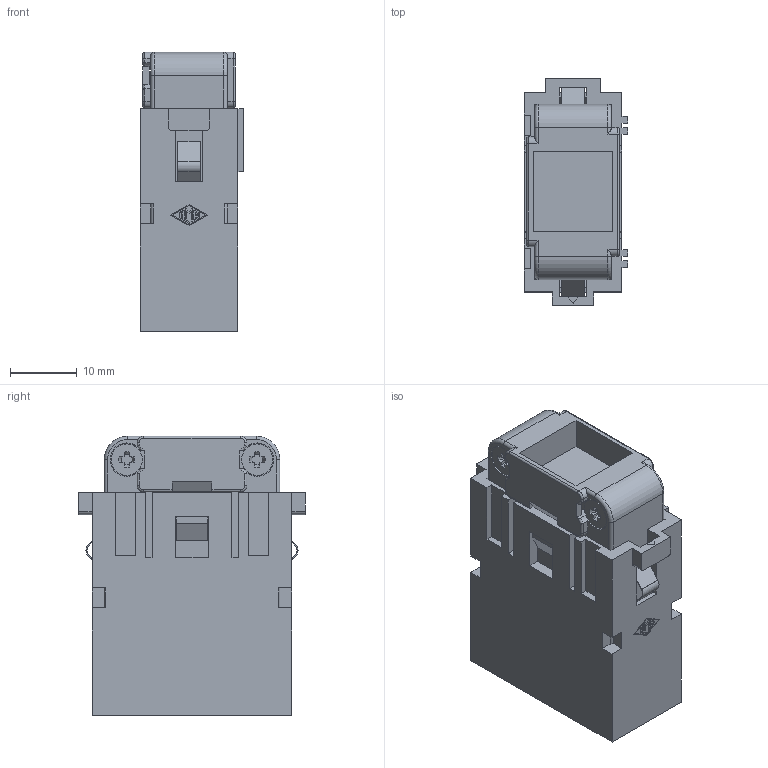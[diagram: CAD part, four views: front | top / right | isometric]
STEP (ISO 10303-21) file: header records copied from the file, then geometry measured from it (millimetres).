
FILE_DESCRIPTION(('Creo Elements/Direct Modeling STEP Export'),'2;1');
FILE_NAME('0ln7uvk59s8a3d63868','2021-03-24T16:40:27',(''),(''),'Creo Elements/Direct Modeling STEP processor for AP214 (Solid Model)','Creo Elements/Direct Modeling 20.1B 02-Apr-2019 (C) Parametric Technology GmbH','');
FILE_SCHEMA(('AUTOMOTIVE_DESIGN { 1 0 10303 214 1 1 1 1 }'));
Length unit declared in the file: millimetre
Products named in the file (2): CX_08_I6GM
Assembly tree (1 placements, depth 2):
  CX_08_I6GM
    CX_08_I6GM
Bounding box: 15.6 x 34 x 41.95 mm (x, y, z)
Volume: 14028.6 mm3; surface area: 6987.5 mm2
Topology: 1 solids, 1 shells, 648 faces, 1868 edges, 1232 vertices
Faces by surface type: plane 546, cylinder 65, torus 16, cone 12, extrusion 9
Entity records: 25401 total; most frequent: CARTESIAN_POINT 4757, ORIENTED_EDGE 3736, DIRECTION 3120, EDGE_CURVE 1868, VECTOR 1642, LINE 1633, VERTEX_POINT 1232, AXIS2_PLACEMENT_3D 739
